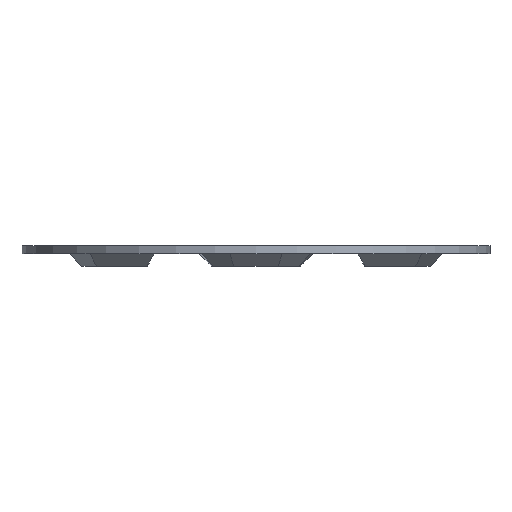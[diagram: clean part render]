
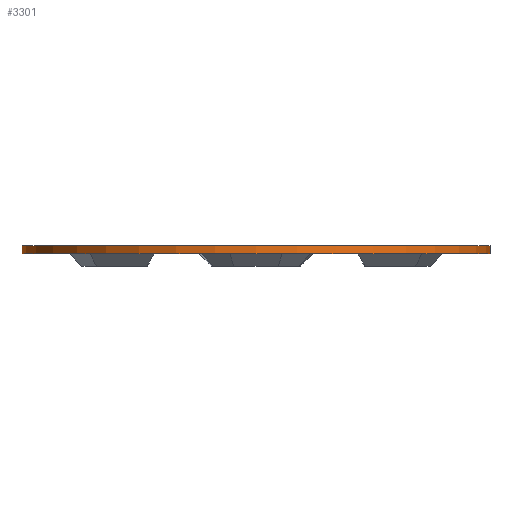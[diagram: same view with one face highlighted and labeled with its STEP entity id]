
A CAD part, front view. The second image highlights one B-rep face of the part: STEP entity #3301.
In plain terms, the highlighted cylindrical face has radius 87.5 mm (diameter 175 mm), a full revolution.
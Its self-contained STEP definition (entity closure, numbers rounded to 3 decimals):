
#304 = PLANE('',#305);
#305 = AXIS2_PLACEMENT_3D('',#306,#307,#308);
#306 = CARTESIAN_POINT('',(0.,0.,3.));
#307 = DIRECTION('',(0.,0.,1.));
#308 = DIRECTION('',(1.,0.,0.));
#882 = EDGE_CURVE('',#883,#883,#885,.T.);
#883 = VERTEX_POINT('',#884);
#884 = CARTESIAN_POINT('',(87.5,0.,3.));
#885 = SURFACE_CURVE('',#886,(#891,#898),.PCURVE_S1.);
#886 = CIRCLE('',#887,87.5);
#887 = AXIS2_PLACEMENT_3D('',#888,#889,#890);
#888 = CARTESIAN_POINT('',(0.,0.,3.));
#889 = DIRECTION('',(0.,0.,1.));
#890 = DIRECTION('',(1.,0.,0.));
#891 = PCURVE('',#304,#892);
#892 = DEFINITIONAL_REPRESENTATION('',(#893),#897);
#893 = CIRCLE('',#894,87.5);
#894 = AXIS2_PLACEMENT_2D('',#895,#896);
#895 = CARTESIAN_POINT('',(0.,0.));
#896 = DIRECTION('',(1.,0.));
#897 = ( GEOMETRIC_REPRESENTATION_CONTEXT(2) 
PARAMETRIC_REPRESENTATION_CONTEXT() REPRESENTATION_CONTEXT('2D SPACE',''
  ) );
#898 = PCURVE('',#899,#904);
#899 = CYLINDRICAL_SURFACE('',#900,87.5);
#900 = AXIS2_PLACEMENT_3D('',#901,#902,#903);
#901 = CARTESIAN_POINT('',(0.,0.,0.));
#902 = DIRECTION('',(-0.,-0.,-1.));
#903 = DIRECTION('',(1.,0.,0.));
#904 = DEFINITIONAL_REPRESENTATION('',(#905),#909);
#905 = LINE('',#906,#907);
#906 = CARTESIAN_POINT('',(-0.,-3.));
#907 = VECTOR('',#908,1.);
#908 = DIRECTION('',(-1.,0.));
#909 = ( GEOMETRIC_REPRESENTATION_CONTEXT(2) 
PARAMETRIC_REPRESENTATION_CONTEXT() REPRESENTATION_CONTEXT('2D SPACE',''
  ) );
#3301 = ADVANCED_FACE('',(#3302),#899,.T.);
#3302 = FACE_BOUND('',#3303,.F.);
#3303 = EDGE_LOOP('',(#3304,#3327,#3328,#3329));
#3304 = ORIENTED_EDGE('',*,*,#3305,.T.);
#3305 = EDGE_CURVE('',#3306,#883,#3308,.T.);
#3306 = VERTEX_POINT('',#3307);
#3307 = CARTESIAN_POINT('',(87.5,0.,0.));
#3308 = SEAM_CURVE('',#3309,(#3313,#3320),.PCURVE_S1.);
#3309 = LINE('',#3310,#3311);
#3310 = CARTESIAN_POINT('',(87.5,0.,0.));
#3311 = VECTOR('',#3312,1.);
#3312 = DIRECTION('',(0.,0.,1.));
#3313 = PCURVE('',#899,#3314);
#3314 = DEFINITIONAL_REPRESENTATION('',(#3315),#3319);
#3315 = LINE('',#3316,#3317);
#3316 = CARTESIAN_POINT('',(-0.,0.));
#3317 = VECTOR('',#3318,1.);
#3318 = DIRECTION('',(-0.,-1.));
#3319 = ( GEOMETRIC_REPRESENTATION_CONTEXT(2) 
PARAMETRIC_REPRESENTATION_CONTEXT() REPRESENTATION_CONTEXT('2D SPACE',''
  ) );
#3320 = PCURVE('',#899,#3321);
#3321 = DEFINITIONAL_REPRESENTATION('',(#3322),#3326);
#3322 = LINE('',#3323,#3324);
#3323 = CARTESIAN_POINT('',(-6.283,0.));
#3324 = VECTOR('',#3325,1.);
#3325 = DIRECTION('',(-0.,-1.));
#3326 = ( GEOMETRIC_REPRESENTATION_CONTEXT(2) 
PARAMETRIC_REPRESENTATION_CONTEXT() REPRESENTATION_CONTEXT('2D SPACE',''
  ) );
#3327 = ORIENTED_EDGE('',*,*,#882,.T.);
#3328 = ORIENTED_EDGE('',*,*,#3305,.F.);
#3329 = ORIENTED_EDGE('',*,*,#3330,.F.);
#3330 = EDGE_CURVE('',#3306,#3306,#3331,.T.);
#3331 = SURFACE_CURVE('',#3332,(#3337,#3344),.PCURVE_S1.);
#3332 = CIRCLE('',#3333,87.5);
#3333 = AXIS2_PLACEMENT_3D('',#3334,#3335,#3336);
#3334 = CARTESIAN_POINT('',(0.,0.,0.));
#3335 = DIRECTION('',(0.,0.,1.));
#3336 = DIRECTION('',(1.,0.,0.));
#3337 = PCURVE('',#899,#3338);
#3338 = DEFINITIONAL_REPRESENTATION('',(#3339),#3343);
#3339 = LINE('',#3340,#3341);
#3340 = CARTESIAN_POINT('',(-0.,0.));
#3341 = VECTOR('',#3342,1.);
#3342 = DIRECTION('',(-1.,0.));
#3343 = ( GEOMETRIC_REPRESENTATION_CONTEXT(2) 
PARAMETRIC_REPRESENTATION_CONTEXT() REPRESENTATION_CONTEXT('2D SPACE',''
  ) );
#3344 = PCURVE('',#3345,#3350);
#3345 = PLANE('',#3346);
#3346 = AXIS2_PLACEMENT_3D('',#3347,#3348,#3349);
#3347 = CARTESIAN_POINT('',(0.,0.,0.));
#3348 = DIRECTION('',(0.,0.,1.));
#3349 = DIRECTION('',(1.,0.,0.));
#3350 = DEFINITIONAL_REPRESENTATION('',(#3351),#3355);
#3351 = CIRCLE('',#3352,87.5);
#3352 = AXIS2_PLACEMENT_2D('',#3353,#3354);
#3353 = CARTESIAN_POINT('',(0.,0.));
#3354 = DIRECTION('',(1.,0.));
#3355 = ( GEOMETRIC_REPRESENTATION_CONTEXT(2) 
PARAMETRIC_REPRESENTATION_CONTEXT() REPRESENTATION_CONTEXT('2D SPACE',''
  ) );
